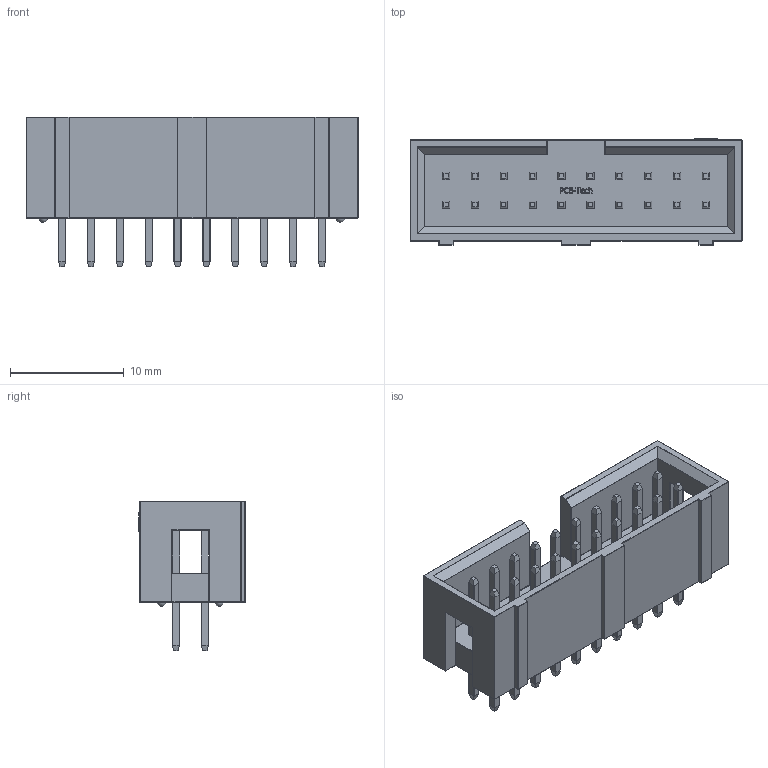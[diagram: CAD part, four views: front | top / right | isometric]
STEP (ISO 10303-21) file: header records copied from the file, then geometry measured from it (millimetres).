
FILE_DESCRIPTION(/* description */ (''),/* implementation_level */ '2;1');
FILE_NAME(/* name */ '20-Pin Shrouded Header (IDC) Straight.stp',/* time_stamp */ '2019-09-23T18:27:09+02:00',/* author */ ('Bernd das Brot'),/* organization */ (''),/* preprocessor_version */ 'ST-DEVELOPER v17.2',/* originating_system */ 'Autodesk Inventor 2019',/* authorisation */ '');
FILE_SCHEMA (('AUTOMOTIVE_DESIGN { 1 0 10303 214 3 1 1 }'));
Length unit declared in the file: millimetre
Products named in the file (3): 20-Pin Shrouded Header (IDC) Straight; Straight Contact; 20-Pin Shrouded Header Body
Assembly tree (21 placements, depth 2):
  20-Pin Shrouded Header (IDC) Straight
    Straight Contact  x20
    20-Pin Shrouded Header Body
Bounding box: 29.21 x 9.37 x 13.17 mm (x, y, z)
Volume: 1224.7 mm3; surface area: 2303.2 mm2
Topology: 21 solids, 21 shells, 810 faces, 2076 edges, 1317 vertices
Faces by surface type: plane 466, cylinder 200, bspline 80, sphere 41, torus 23
Entity records: 14726 total; most frequent: CARTESIAN_POINT 3662, ORIENTED_EDGE 2320, DIRECTION 2119, EDGE_CURVE 1160, LINE 737, VECTOR 737, VERTEX_POINT 709, AXIS2_PLACEMENT_3D 691
